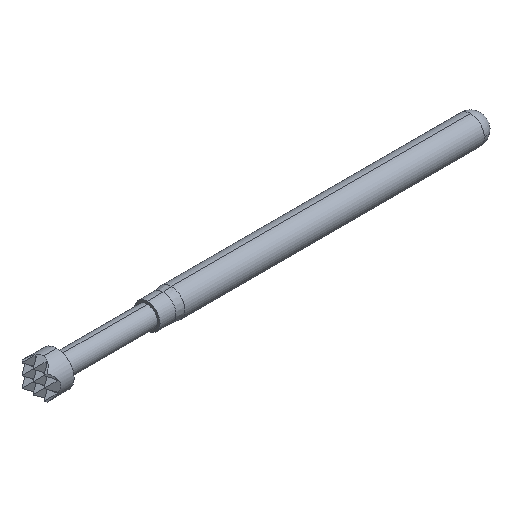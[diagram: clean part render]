
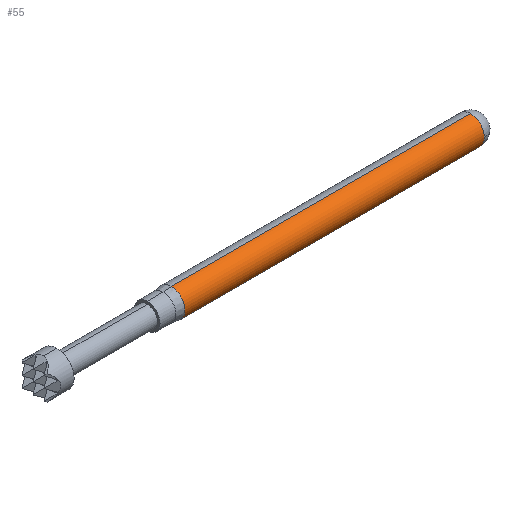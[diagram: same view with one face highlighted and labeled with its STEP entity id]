
A CAD part, isometric view. The second image highlights one B-rep face of the part: STEP entity #55.
In plain terms, the highlighted cylindrical face has radius 1.016 mm (diameter 2.032 mm), a partial arc.
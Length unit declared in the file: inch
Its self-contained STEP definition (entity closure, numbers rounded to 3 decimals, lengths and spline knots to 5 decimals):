
#55 = ADVANCED_FACE ( 'NONE', ( #1109 ), #1115, .T. ) ;
#90 = CARTESIAN_POINT ( 'NONE',  ( 0.93127, -0.04, 0. ) ) ;
#99 = DIRECTION ( 'NONE',  ( 0., 0., -1. ) ) ;
#100 = DIRECTION ( 'NONE',  ( 1., 0., 0. ) ) ;
#101 = CARTESIAN_POINT ( 'NONE',  ( 0.93127, 0., 0. ) ) ;
#144 = CARTESIAN_POINT ( 'NONE',  ( 0.93127, 0., -0.04 ) ) ;
#178 = CARTESIAN_POINT ( 'NONE',  ( 0.06423, 0., 0.04 ) ) ;
#193 = CARTESIAN_POINT ( 'NONE',  ( 0.93127, 0., 0.04 ) ) ;
#238 = DIRECTION ( 'NONE',  ( 0., 0., -1. ) ) ;
#300 = CARTESIAN_POINT ( 'NONE',  ( 0.93127, 0., 0. ) ) ;
#320 = DIRECTION ( 'NONE',  ( 0., 0., -1. ) ) ;
#327 = DIRECTION ( 'NONE',  ( 1., 0., 0. ) ) ;
#385 = DIRECTION ( 'NONE',  ( 1., 0., 0. ) ) ;
#443 = DIRECTION ( 'NONE',  ( 0., 0., -1. ) ) ;
#495 = CARTESIAN_POINT ( 'NONE',  ( 0.06423, 0., -0.04 ) ) ;
#507 = DIRECTION ( 'NONE',  ( 1., 0., 0. ) ) ;
#508 = CARTESIAN_POINT ( 'NONE',  ( -0.335, 0., 0.04 ) ) ;
#509 = CARTESIAN_POINT ( 'NONE',  ( 0.06423, 0., 0. ) ) ;
#515 = DIRECTION ( 'NONE',  ( 1., 0., 0. ) ) ;
#574 = CARTESIAN_POINT ( 'NONE',  ( -0.335, 0., -0.04 ) ) ;
#575 = DIRECTION ( 'NONE',  ( 1., 0., 0. ) ) ;
#652 = CARTESIAN_POINT ( 'NONE',  ( -0.335, 0., 0. ) ) ;
#686 = EDGE_CURVE ( 'NONE', #1325, #1442, #1218, .T. ) ;
#687 = EDGE_CURVE ( 'NONE', #1325, #1589, #1152, .T. ) ;
#757 = EDGE_CURVE ( 'NONE', #1275, #1285, #1013, .T. ) ;
#774 = EDGE_CURVE ( 'NONE', #1442, #1285, #1034, .T. ) ;
#842 = AXIS2_PLACEMENT_3D ( 'NONE', #300, #327, #320 ) ;
#858 = AXIS2_PLACEMENT_3D ( 'NONE', #652, #385, #238 ) ;
#860 = AXIS2_PLACEMENT_3D ( 'NONE', #509, #507, #443 ) ;
#879 = EDGE_CURVE ( 'NONE', #1589, #1275, #981, .T. ) ;
#886 = AXIS2_PLACEMENT_3D ( 'NONE', #101, #100, #99 ) ;
#981 = CIRCLE ( 'NONE', #886, 0.04 ) ;
#1013 = CIRCLE ( 'NONE', #842, 0.04 ) ;
#1034 = LINE ( 'NONE', #574, #1041 ) ;
#1041 = VECTOR ( 'NONE', #575, 39.37008 ) ;
#1109 = FACE_OUTER_BOUND ( 'NONE', #1337, .T. ) ;
#1115 = CYLINDRICAL_SURFACE ( 'NONE', #858, 0.04 ) ;
#1152 = LINE ( 'NONE', #508, #1154 ) ;
#1154 = VECTOR ( 'NONE', #515, 39.37008 ) ;
#1218 = CIRCLE ( 'NONE', #860, 0.04 ) ;
#1275 = VERTEX_POINT ( 'NONE', #90 ) ;
#1285 = VERTEX_POINT ( 'NONE', #144 ) ;
#1325 = VERTEX_POINT ( 'NONE', #178 ) ;
#1337 = EDGE_LOOP ( 'NONE', ( #1510, #1524, #1386, #1468, #1492 ) ) ;
#1386 = ORIENTED_EDGE ( 'NONE', *, *, #774, .T. ) ;
#1442 = VERTEX_POINT ( 'NONE', #495 ) ;
#1468 = ORIENTED_EDGE ( 'NONE', *, *, #757, .F. ) ;
#1492 = ORIENTED_EDGE ( 'NONE', *, *, #879, .F. ) ;
#1510 = ORIENTED_EDGE ( 'NONE', *, *, #687, .F. ) ;
#1524 = ORIENTED_EDGE ( 'NONE', *, *, #686, .T. ) ;
#1589 = VERTEX_POINT ( 'NONE', #193 ) ;
